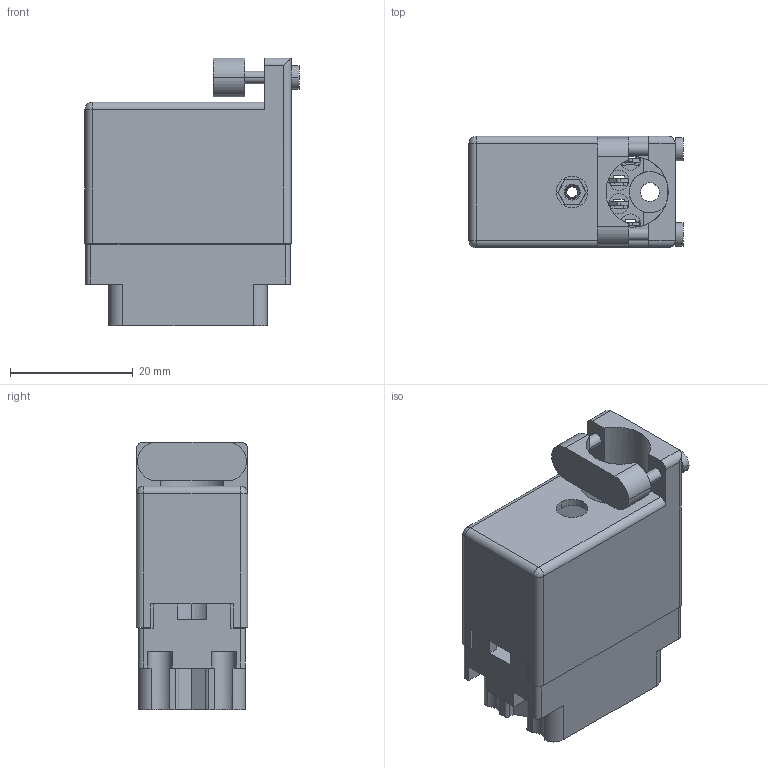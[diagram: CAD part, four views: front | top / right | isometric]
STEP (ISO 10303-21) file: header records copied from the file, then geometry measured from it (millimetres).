
FILE_DESCRIPTION (( 'STEP AP203' ), '1' );
FILE_NAME ('516-020-520-316.STEP', '2020-03-09T15:48:17', ( '' ), ( '' ), 'SwSTEP 2.0', 'SolidWorks 2016', '' );
FILE_SCHEMA (( 'CONFIG_CONTROL_DESIGN' ));
Length unit declared in the file: inch
Products named in the file (5): 516-252-025-100_516-252-025-100; 516-020-520-316; 516 Plug Insulator_020; 516-292-001_520 Contact; 516-230-001_Plastic - 020 Top Entry
Assembly tree (23 placements, depth 2):
  516-020-520-316
    516 Plug Insulator_020
    516-292-001_520 Contact  x20
    516-230-001_Plastic - 020 Top Entry
    516-252-025-100_516-252-025-100
Bounding box: 34.92 x 18.16 x 43.71 mm (x, y, z)
Volume: 8962.7 mm3; surface area: 16630.6 mm2
Topology: 23 solids, 23 shells, 2168 faces, 6274 edges, 4159 vertices
Faces by surface type: plane 1313, cylinder 719, bspline 123, cone 11, sphere 2
Entity records: 30356 total; most frequent: CARTESIAN_POINT 7710, ORIENTED_EDGE 4640, DIRECTION 4435, EDGE_CURVE 2320, VECTOR 1647, LINE 1647, VERTEX_POINT 1537, AXIS2_PLACEMENT_3D 1394
